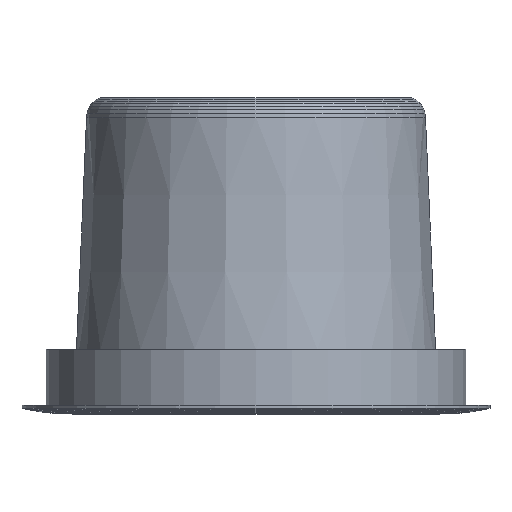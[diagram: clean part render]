
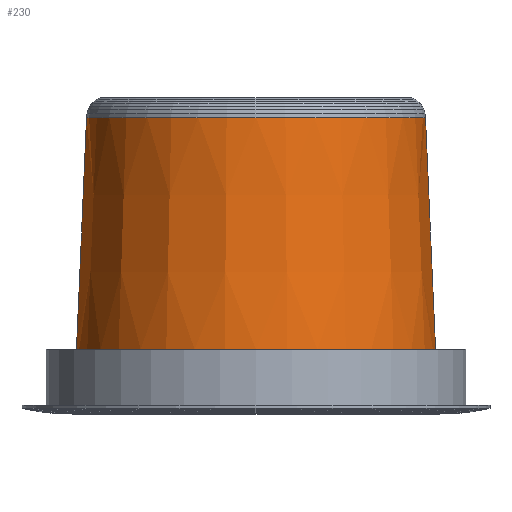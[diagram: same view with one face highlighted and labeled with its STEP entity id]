
A CAD part, front view. The second image highlights one B-rep face of the part: STEP entity #230.
In plain terms, the highlighted conical face has half-angle 2.49 degrees and reference radius 88.999 mm.
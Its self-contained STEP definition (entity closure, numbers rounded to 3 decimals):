
#77 = EDGE_CURVE ( 'NONE', #4415, #2792, #816, .T. ) ;
#89 = VECTOR ( 'NONE', #2960, 1000. ) ;
#190 = DIRECTION ( 'NONE',  ( 0., 0., -1. ) ) ;
#230 = ADVANCED_FACE ( 'NONE', ( #4570 ), #2112, .F. ) ;
#247 = EDGE_LOOP ( 'NONE', ( #2548, #3267, #4367, #957 ) ) ;
#816 = LINE ( 'NONE', #1108, #4702 ) ;
#957 = ORIENTED_EDGE ( 'NONE', *, *, #4858, .F. ) ;
#1108 = CARTESIAN_POINT ( 'NONE',  ( 89., 0., 32. ) ) ;
#1117 = CIRCLE ( 'NONE', #2677, 83.998 ) ;
#1127 = CIRCLE ( 'NONE', #2300, 88.999 ) ;
#1315 = VERTEX_POINT ( 'NONE', #2410 ) ;
#1641 = CARTESIAN_POINT ( 'NONE',  ( 0.001, 0., 32.001 ) ) ;
#1696 = CARTESIAN_POINT ( 'NONE',  ( 0.001, 0., 32.001 ) ) ;
#1704 = CARTESIAN_POINT ( 'NONE',  ( -88.999, 0., 32.001 ) ) ;
#1714 = DIRECTION ( 'NONE',  ( -1., 0., 0. ) ) ;
#1836 = CARTESIAN_POINT ( 'NONE',  ( 89., 0., 32. ) ) ;
#2024 = DIRECTION ( 'NONE',  ( 1., 0., 0. ) ) ;
#2101 = LINE ( 'NONE', #3327, #89 ) ;
#2112 = CONICAL_SURFACE ( 'NONE', #2849, 88.999, 0.043 ) ;
#2204 = CARTESIAN_POINT ( 'NONE',  ( 0.002, 0., 147.001 ) ) ;
#2279 = EDGE_CURVE ( 'NONE', #1315, #4415, #1117, .T. ) ;
#2300 = AXIS2_PLACEMENT_3D ( 'NONE', #1641, #4268, #2024 ) ;
#2410 = CARTESIAN_POINT ( 'NONE',  ( -83.997, 0., 147.001 ) ) ;
#2548 = ORIENTED_EDGE ( 'NONE', *, *, #2279, .T. ) ;
#2569 = CARTESIAN_POINT ( 'NONE',  ( 84., 0., 147. ) ) ;
#2590 = DIRECTION ( 'NONE',  ( 1., 0., 0. ) ) ;
#2633 = DIRECTION ( 'NONE',  ( 0.043, 0., -0.999 ) ) ;
#2677 = AXIS2_PLACEMENT_3D ( 'NONE', #2204, #4820, #2590 ) ;
#2792 = VERTEX_POINT ( 'NONE', #1836 ) ;
#2849 = AXIS2_PLACEMENT_3D ( 'NONE', #1696, #190, #1714 ) ;
#2861 = EDGE_CURVE ( 'NONE', #4236, #2792, #1127, .T. ) ;
#2960 = DIRECTION ( 'NONE',  ( -0.043, 0., -0.999 ) ) ;
#3267 = ORIENTED_EDGE ( 'NONE', *, *, #77, .T. ) ;
#3327 = CARTESIAN_POINT ( 'NONE',  ( -88.999, 0., 32.001 ) ) ;
#4236 = VERTEX_POINT ( 'NONE', #1704 ) ;
#4268 = DIRECTION ( 'NONE',  ( 0., 0., 1. ) ) ;
#4367 = ORIENTED_EDGE ( 'NONE', *, *, #2861, .F. ) ;
#4415 = VERTEX_POINT ( 'NONE', #2569 ) ;
#4570 = FACE_OUTER_BOUND ( 'NONE', #247, .T. ) ;
#4702 = VECTOR ( 'NONE', #2633, 1000. ) ;
#4820 = DIRECTION ( 'NONE',  ( 0., 0., 1. ) ) ;
#4858 = EDGE_CURVE ( 'NONE', #1315, #4236, #2101, .T. ) ;
